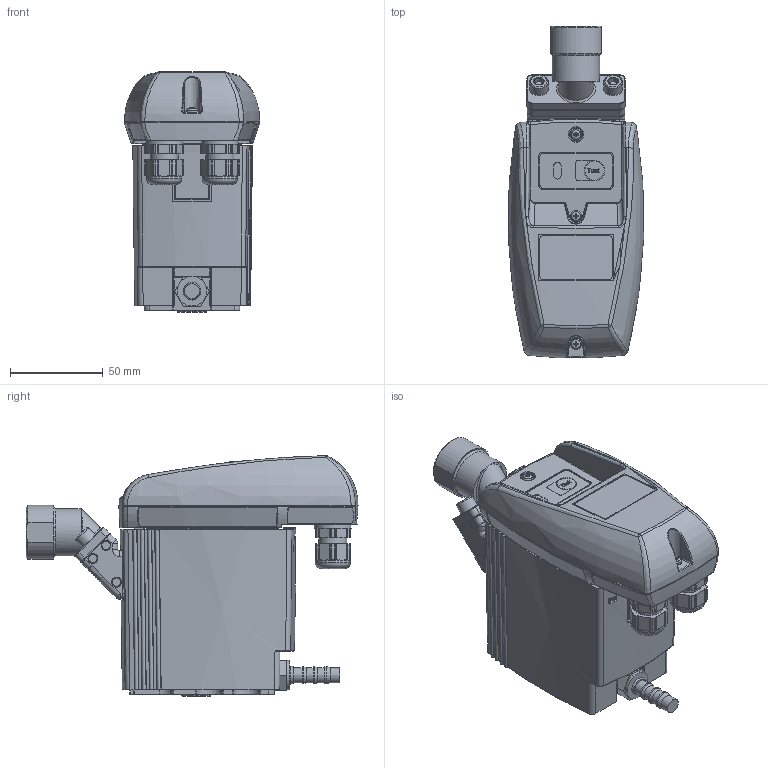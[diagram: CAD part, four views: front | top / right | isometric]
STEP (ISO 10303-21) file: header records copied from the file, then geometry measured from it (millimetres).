
FILE_DESCRIPTION( ( '' ), '1' );
FILE_NAME( 'BM32_Stand-alone_ultramarinblau_BOGE.stp', '2013-09-13T12:18:59', ( '' ), ( '' ), 'PSStep 14.0', ' ', ' ' );
FILE_SCHEMA( ( 'AUTOMOTIVE_DESIGN { 1 0 10303 214 1 1 1 1 }' ) );
Length unit declared in the file: millimetre
Products named in the file (9): Huelle_Winkeladapter_horizontal
Bounding box: 72.92 x 179.07 x 129.76 mm (x, y, z)
Volume: 651117.4 mm3; surface area: 150402 mm2
Topology: 9 solids, 28 shells, 4311 faces, 10847 edges, 6520 vertices
Faces by surface type: plane 1330, cylinder 1109, bspline 852, torus 380, cone 323, sphere 211, extrusion 105, offset 1
Full cylindrical faces by diameter (mm): 1.2 x1, 2.8 x3, 3 x1, 4.773 x4, 4.917 x2, 5 x12, 5.6 x1, 6 x9, 6.1 x3, 6.3 x2, 6.5 x3, 8 x1, 8.1 x5, 9.3 x3, 10 x10, 10.4 x1, 11 x1, 11.05 x1, 13.157 x1, 13.16 x1, 15 x1, 15.2 x2, 15.7 x1, 15.9 x1, 16 x2, 18.63 x2, 19 x2, 20 x2, 25.502 x1
Entity records: 216498 total; most frequent: CARTESIAN_POINT 90483, ORIENTED_EDGE 20652, DIRECTION 18384, EDGE_CURVE 10326, AXIS2_PLACEMENT_3D 7304, VERTEX_POINT 6421, EDGE_LOOP 4727, FACE_OUTER_BOUND 4470
